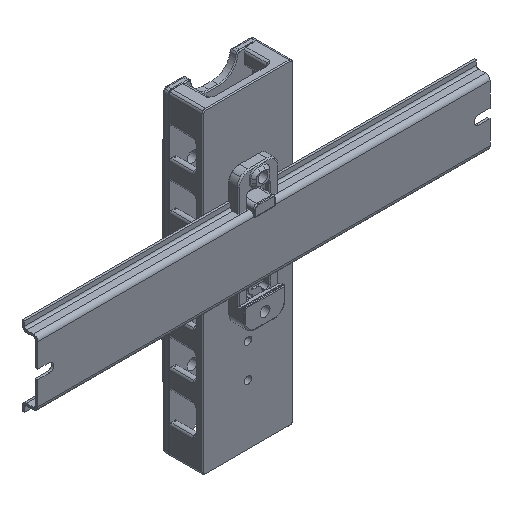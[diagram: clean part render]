
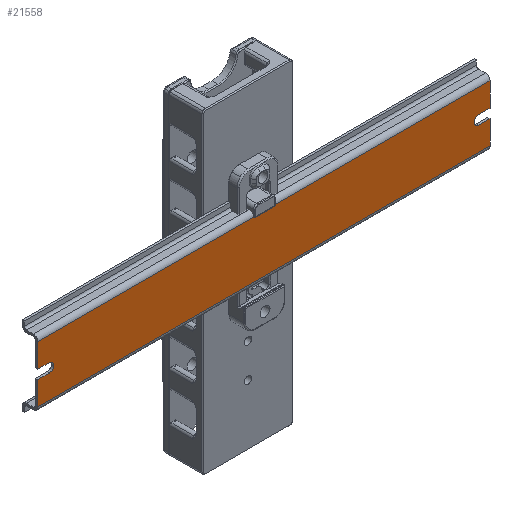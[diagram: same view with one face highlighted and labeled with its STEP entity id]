
A CAD part, isometric view. The second image highlights one B-rep face of the part: STEP entity #21558.
In plain terms, the highlighted planar face has unit normal (0, -1, 0).
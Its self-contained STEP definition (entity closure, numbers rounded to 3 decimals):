
#21453=CARTESIAN_POINT('',(101.998,66.2,168.7));
#21454=DIRECTION('',(0.,1.,-0.));
#21455=DIRECTION('',(-1.,0.,-0.));
#21456=AXIS2_PLACEMENT_3D('',#21453,#21454,#21455);
#21457=PLANE('',#21456);
#21458=CARTESIAN_POINT('',(-93.002,66.2,158.2));
#21459=VERTEX_POINT('',#21458);
#21460=CARTESIAN_POINT('',(-98.002,66.2,158.2));
#21461=VERTEX_POINT('',#21460);
#21462=CARTESIAN_POINT('',(-93.002,66.2,158.2));
#21463=DIRECTION('',(-1.,0.,-0.));
#21464=VECTOR('',#21463,5.);
#21465=LINE('',#21462,#21464);
#21466=EDGE_CURVE('NONE',#21459,#21461,#21465,.T.);
#21467=ORIENTED_EDGE('',*,*,#21466,.F.);
#21468=CARTESIAN_POINT('',(-93.002,66.2,154.2));
#21469=VERTEX_POINT('',#21468);
#21470=CARTESIAN_POINT('',(-93.002,66.2,156.2));
#21471=DIRECTION('',(-0.,-1.,0.));
#21472=DIRECTION('',(-0.,0.,1.));
#21473=AXIS2_PLACEMENT_3D('',#21470,#21471,#21472);
#21474=CIRCLE('',#21473,2.);
#21475=EDGE_CURVE('NONE',#21469,#21459,#21474,.T.);
#21476=ORIENTED_EDGE('',*,*,#21475,.F.);
#21477=CARTESIAN_POINT('',(-98.002,66.2,154.2));
#21478=VERTEX_POINT('',#21477);
#21479=CARTESIAN_POINT('',(-98.002,66.2,154.2));
#21480=DIRECTION('',(1.,-0.,0.));
#21481=VECTOR('',#21480,5.);
#21482=LINE('',#21479,#21481);
#21483=EDGE_CURVE('NONE',#21478,#21469,#21482,.T.);
#21484=ORIENTED_EDGE('',*,*,#21483,.F.);
#21485=CARTESIAN_POINT('',(-98.002,66.2,143.7));
#21486=VERTEX_POINT('',#21485);
#21487=CARTESIAN_POINT('',(-98.002,66.2,154.2));
#21488=DIRECTION('',(0.,-0.,-1.));
#21489=VECTOR('',#21488,10.5);
#21490=LINE('',#21487,#21489);
#21491=EDGE_CURVE('NONE',#21478,#21486,#21490,.T.);
#21492=ORIENTED_EDGE('',*,*,#21491,.T.);
#21493=CARTESIAN_POINT('',(101.998,66.2,143.7));
#21494=VERTEX_POINT('',#21493);
#21495=CARTESIAN_POINT('',(101.998,66.2,143.7));
#21496=DIRECTION('',(-1.,0.,-0.));
#21497=VECTOR('',#21496,200.);
#21498=LINE('',#21495,#21497);
#21499=EDGE_CURVE('NONE',#21494,#21486,#21498,.T.);
#21500=ORIENTED_EDGE('',*,*,#21499,.F.);
#21501=CARTESIAN_POINT('',(101.998,66.2,154.2));
#21502=VERTEX_POINT('',#21501);
#21503=CARTESIAN_POINT('',(101.998,66.2,154.2));
#21504=DIRECTION('',(0.,-0.,-1.));
#21505=VECTOR('',#21504,10.5);
#21506=LINE('',#21503,#21505);
#21507=EDGE_CURVE('NONE',#21502,#21494,#21506,.T.);
#21508=ORIENTED_EDGE('',*,*,#21507,.F.);
#21509=CARTESIAN_POINT('',(96.998,66.2,154.2));
#21510=VERTEX_POINT('',#21509);
#21511=CARTESIAN_POINT('',(101.998,66.2,154.2));
#21512=DIRECTION('',(-1.,0.,-0.));
#21513=VECTOR('',#21512,5.);
#21514=LINE('',#21511,#21513);
#21515=EDGE_CURVE('NONE',#21502,#21510,#21514,.T.);
#21516=ORIENTED_EDGE('',*,*,#21515,.T.);
#21517=CARTESIAN_POINT('',(96.998,66.2,158.2));
#21518=VERTEX_POINT('',#21517);
#21519=CARTESIAN_POINT('',(96.998,66.2,156.2));
#21520=DIRECTION('',(0.,1.,-0.));
#21521=DIRECTION('',(-0.,0.,1.));
#21522=AXIS2_PLACEMENT_3D('',#21519,#21520,#21521);
#21523=CIRCLE('',#21522,2.);
#21524=EDGE_CURVE('NONE',#21510,#21518,#21523,.T.);
#21525=ORIENTED_EDGE('',*,*,#21524,.T.);
#21526=CARTESIAN_POINT('',(101.998,66.2,158.2));
#21527=VERTEX_POINT('',#21526);
#21528=CARTESIAN_POINT('',(96.998,66.2,158.2));
#21529=DIRECTION('',(1.,-0.,0.));
#21530=VECTOR('',#21529,5.);
#21531=LINE('',#21528,#21530);
#21532=EDGE_CURVE('NONE',#21518,#21527,#21531,.T.);
#21533=ORIENTED_EDGE('',*,*,#21532,.T.);
#21534=CARTESIAN_POINT('',(101.998,66.2,168.7));
#21535=VERTEX_POINT('',#21534);
#21536=CARTESIAN_POINT('',(101.998,66.2,168.7));
#21537=DIRECTION('',(0.,-0.,-1.));
#21538=VECTOR('',#21537,10.5);
#21539=LINE('',#21536,#21538);
#21540=EDGE_CURVE('NONE',#21535,#21527,#21539,.T.);
#21541=ORIENTED_EDGE('',*,*,#21540,.F.);
#21542=CARTESIAN_POINT('',(-98.002,66.2,168.7));
#21543=VERTEX_POINT('',#21542);
#21544=CARTESIAN_POINT('',(101.998,66.2,168.7));
#21545=DIRECTION('',(-1.,0.,-0.));
#21546=VECTOR('',#21545,200.);
#21547=LINE('',#21544,#21546);
#21548=EDGE_CURVE('NONE',#21535,#21543,#21547,.T.);
#21549=ORIENTED_EDGE('',*,*,#21548,.T.);
#21550=CARTESIAN_POINT('',(-98.002,66.2,168.7));
#21551=DIRECTION('',(0.,-0.,-1.));
#21552=VECTOR('',#21551,10.5);
#21553=LINE('',#21550,#21552);
#21554=EDGE_CURVE('NONE',#21543,#21461,#21553,.T.);
#21555=ORIENTED_EDGE('',*,*,#21554,.T.);
#21556=EDGE_LOOP('',(#21467,#21476,#21484,#21492,#21500,#21508,#21516,#21525,#21533,#21541,#21549,#21555));
#21557=FACE_BOUND('',#21556,.T.);
#21558=ADVANCED_FACE('NONE',(#21557),#21457,.F.);
